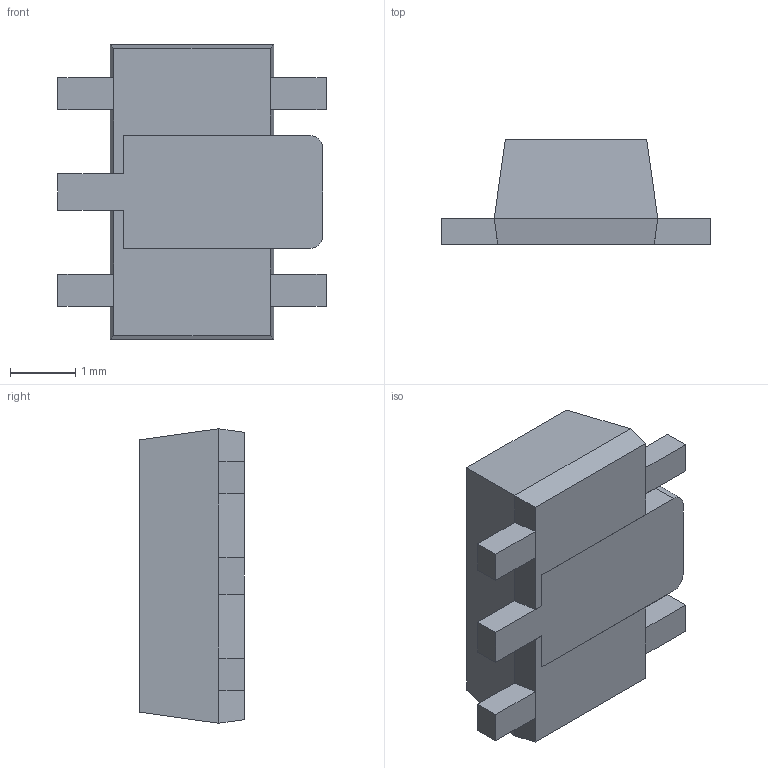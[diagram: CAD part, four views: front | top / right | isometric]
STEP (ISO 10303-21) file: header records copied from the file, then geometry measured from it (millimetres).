
FILE_DESCRIPTION (( 'STEP AP214' ), '1' );
FILE_NAME ('AL8861Y-13.STEP', '2023-05-18T13:03:06', ( '' ), ( '' ), 'SwSTEP 2.0', 'SolidWorks 2021', '' );
FILE_SCHEMA (( 'AUTOMOTIVE_DESIGN' ));
Length unit declared in the file: millimetre
Products named in the file (1): AL8861Y-13
Bounding box: 4.1 x 1.6 x 4.5 mm (x, y, z)
Volume: 17.8 mm3; surface area: 66.5 mm2
Topology: 6 solids, 6 shells, 76 faces, 168 edges, 104 vertices
Faces by surface type: plane 74, cylinder 2
Entity records: 2103 total; most frequent: CARTESIAN_POINT 349, ORIENTED_EDGE 336, DIRECTION 326, EDGE_CURVE 168, VECTOR 164, LINE 164, VERTEX_POINT 104, AXIS2_PLACEMENT_3D 81
